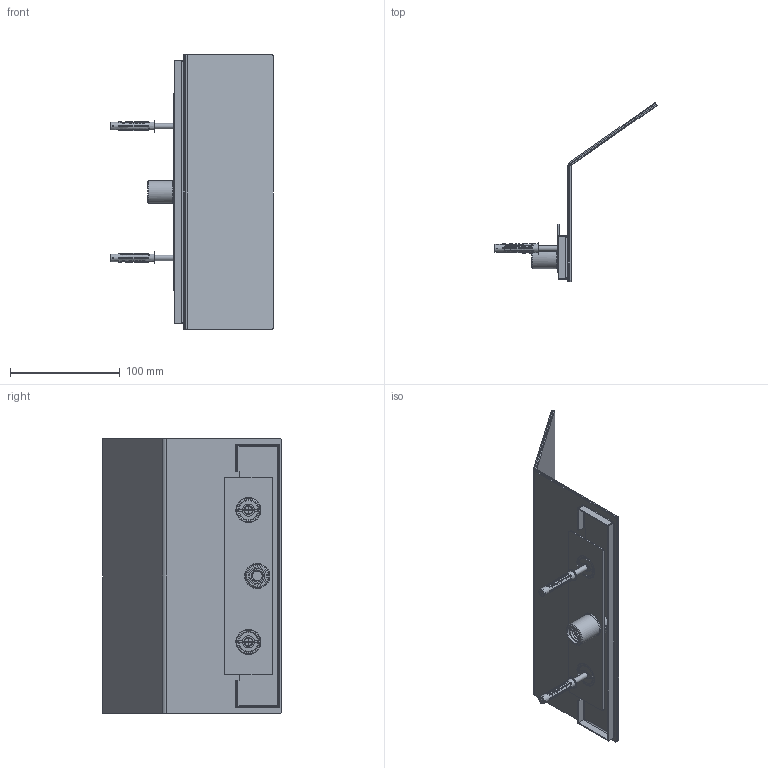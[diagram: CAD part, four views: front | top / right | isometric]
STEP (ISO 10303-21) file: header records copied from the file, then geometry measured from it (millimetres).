
FILE_DESCRIPTION(('STEP AP214'),'1');
FILE_NAME('Art.5088.stp','2023-06-12T05:49:10',(' '),(' '),'Spatial InterOp 3D',' ',' ');
FILE_SCHEMA(('AUTOMOTIVE_DESIGN { 1 0 10303 214 1 1 1 1 }'));
Length unit declared in the file: millimetre
Products named in the file (25): Art.5088; 23162; S.01018; S.00208; S.00209; ASSEM1; A.OR018; P-13166; T.RA026; GBM; T.RA025; T.RA024; T.RA023; M-1766; M-1767; 22186
Assembly tree (28 placements, depth 4):
  Art.5088
    23162
    S.01018  x2
      S.00208
      S.00209
        ASSEM1
        (unnamed)
        S.00209
    A.OR018  x3
    P-13166
    GBM  x2
      T.RA026
        ASSEM1
        (unnamed)
        T.RA026
      T.RA025
    T.RA024
      ASSEM1
      T.RA024
    T.RA023
      ASSEM1
      T.RA023
    M-1766
    M-1767
    22186
Bounding box: 147.55 x 162.77 x 250 mm (x, y, z)
Volume: 145430.2 mm3; surface area: 271633.1 mm2
Topology: 18 solids, 18 shells, 866 faces, 2337 edges, 1524 vertices
Faces by surface type: plane 436, cylinder 314, cone 84, bspline 19, torus 13
Full cylindrical faces by diameter (mm): 3 x2, 3.3 x3, 5 x2, 9 x1, 9.2 x2, 10.8 x3, 11 x2, 12.9 x1, 13.1 x1, 14 x1, 14.5 x2, 14.8 x4, 15 x2, 15.8 x1, 16.4 x1, 18 x2, 18.1 x2, 20.955 x2, 21.9 x4, 22.1 x2, 22.5 x1, 23 x1, 23.9 x2, 25 x1
Entity records: 23551 total; most frequent: CARTESIAN_POINT 4369, DIRECTION 2828, ORIENTED_EDGE 2716, EDGE_CURVE 1358, AXIS2_PLACEMENT_3D 1069, VERTEX_POINT 921, EDGE_LOOP 700, LINE 690
